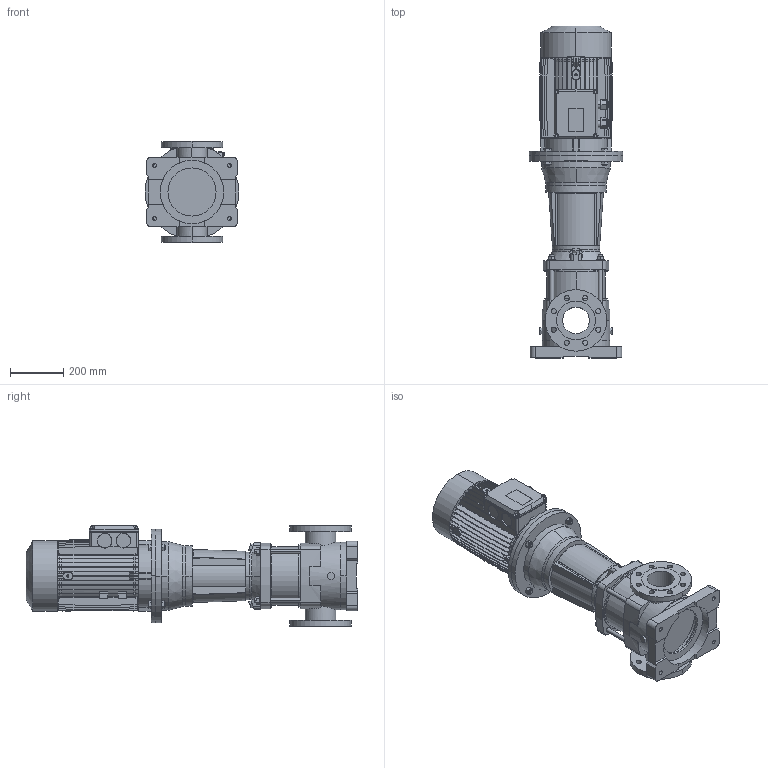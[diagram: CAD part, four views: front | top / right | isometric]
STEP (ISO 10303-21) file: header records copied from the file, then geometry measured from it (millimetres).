
FILE_DESCRIPTION (( 'STEP AP203' ), '1' );
FILE_NAME ('4.93.632.31swa01.step', '2023-05-02T14:25:51', ( '' ), ( '' ), 'SwSTEP 2.0', 'SolidWorks 2020', '' );
FILE_SCHEMA (( 'CONFIG_CONTROL_DESIGN' ));
Length unit declared in the file: millimetre
Products named in the file (8): 10007576swa02_M132M ANONIMO; 10000023swn00_M16x55 6.8 ZINCATA; 10000007swn00_M16 õ; 10007572swp02_132M-R3 ANONIMO; 4.93.631.22swp01; 10007670swn00_M32x1.5; 4.93.632.31swa01; 10007568swp00_M132 B5-De350
Assembly tree (14 placements, depth 3):
  4.93.632.31swa01
    4.93.631.22swp01
    10007576swa02_M132M ANONIMO
      10007568swp00_M132 B5-De350
      10007572swp02_132M-R3 ANONIMO
      10007670swn00_M32x1.5  x2
    10000023swn00_M16x55 6.8 ZINCATA  x4
    10000007swn00_M16 õ  x4
Bounding box: 350 x 1241.2 x 380 mm (x, y, z)
Volume: 36585778.9 mm3; surface area: 3306550.3 mm2
Topology: 36 solids, 36 shells, 1764 faces, 4532 edges, 2941 vertices
Faces by surface type: plane 1034, cylinder 405, cone 281, bspline 40, torus 4
Entity records: 52922 total; most frequent: CARTESIAN_POINT 14213, ORIENTED_EDGE 8098, DIRECTION 7371, EDGE_CURVE 4049, VERTEX_POINT 2666, LINE 2501, VECTOR 2501, AXIS2_PLACEMENT_3D 2435
